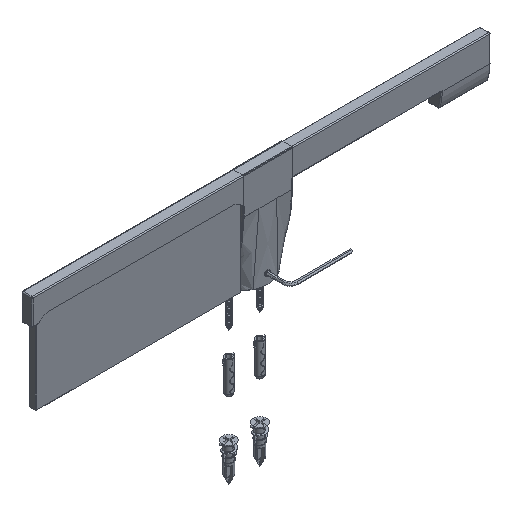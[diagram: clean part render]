
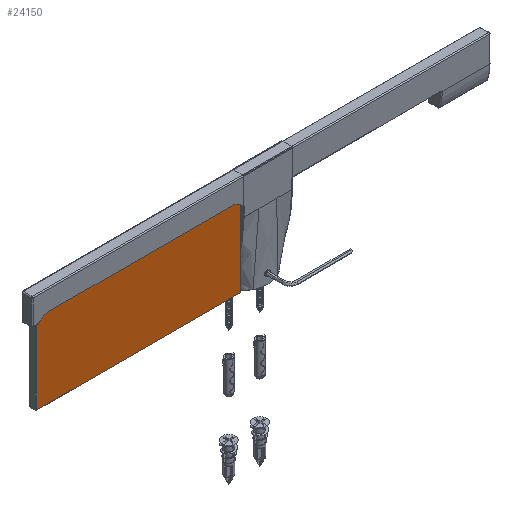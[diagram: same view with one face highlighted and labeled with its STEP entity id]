
A CAD part, isometric view. The second image highlights one B-rep face of the part: STEP entity #24150.
In plain terms, the highlighted face is planar.
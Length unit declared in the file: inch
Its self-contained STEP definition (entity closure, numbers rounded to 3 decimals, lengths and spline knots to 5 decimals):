
#23841=DIRECTION('',(-1.,0.,0.));
#23842=VECTOR('',#23841,6.69);
#23843=CARTESIAN_POINT('',(3.595,0.125,3.22));
#23844=LINE('',#23843,#23842);
#23845=DIRECTION('',(0.,0.,1.));
#23846=VECTOR('',#23845,2.595);
#23847=CARTESIAN_POINT('',(-3.095,0.125,
0.625));
#23848=LINE('',#23847,#23846);
#23849=CARTESIAN_POINT('',(-2.5,0.125,0.625));
#23850=DIRECTION('',(0.,1.,0.));
#23851=DIRECTION('',(0.,0.,-1.));
#23852=AXIS2_PLACEMENT_3D('',#23849,#23850,#23851);
#23854=DIRECTION('',(-1.,0.,0.));
#23855=VECTOR('',#23854,5.5);
#23856=CARTESIAN_POINT('',(3.,0.125,
0.03));
#23857=LINE('',#23856,#23855);
#23858=CARTESIAN_POINT('',(3.,0.125,0.625));
#23859=DIRECTION('',(0.,1.,0.));
#23860=DIRECTION('',(1.,0.,0.));
#23861=AXIS2_PLACEMENT_3D('',#23858,#23859,#23860);
#23863=DIRECTION('',(0.,0.,-1.));
#23864=VECTOR('',#23863,2.595);
#23865=CARTESIAN_POINT('',(3.595,0.125,3.22));
#23866=LINE('',#23865,#23864);
#24041=CARTESIAN_POINT('',(3.595,0.125,3.22));
#24042=CARTESIAN_POINT('',(-3.095,0.125,3.22));
#24043=VERTEX_POINT('',#24041);
#24044=VERTEX_POINT('',#24042);
#24053=CARTESIAN_POINT('',(-3.095,0.125,
0.625));
#24054=VERTEX_POINT('',#24053);
#24055=CARTESIAN_POINT('',(-2.5,0.125,0.03));
#24056=VERTEX_POINT('',#24055);
#24059=CARTESIAN_POINT('',(3.,0.125,
0.03));
#24060=VERTEX_POINT('',#24059);
#24063=CARTESIAN_POINT('',(3.595,0.125,0.625));
#24064=VERTEX_POINT('',#24063);
#24132=CARTESIAN_POINT('',(3.625,0.125,0.));
#24133=DIRECTION('',(0.,1.,0.));
#24134=DIRECTION('',(-1.,0.,0.));
#24135=AXIS2_PLACEMENT_3D('',#24132,#24133,#24134);
#24136=PLANE('',#24135);
#24138=ORIENTED_EDGE('',*,*,#24137,.T.);
#24140=ORIENTED_EDGE('',*,*,#24139,.F.);
#24142=ORIENTED_EDGE('',*,*,#24141,.F.);
#24143=ORIENTED_EDGE('',*,*,#24122,.F.);
#24145=ORIENTED_EDGE('',*,*,#24144,.F.);
#24147=ORIENTED_EDGE('',*,*,#24146,.F.);
#24148=EDGE_LOOP('',(#24138,#24140,#24142,#24143,#24145,#24147));
#24149=FACE_OUTER_BOUND('',#24148,.F.);
#24150=ADVANCED_FACE('',(#24149),#24136,.T.);
#23853=CIRCLE('',#23852,0.595);
#23862=CIRCLE('',#23861,0.595);
#24122=EDGE_CURVE('',#24060,#24056,#23857,.T.);
#24137=EDGE_CURVE('',#24043,#24044,#23844,.T.);
#24139=EDGE_CURVE('',#24054,#24044,#23848,.T.);
#24141=EDGE_CURVE('',#24056,#24054,#23853,.T.);
#24144=EDGE_CURVE('',#24064,#24060,#23862,.T.);
#24146=EDGE_CURVE('',#24043,#24064,#23866,.T.);
